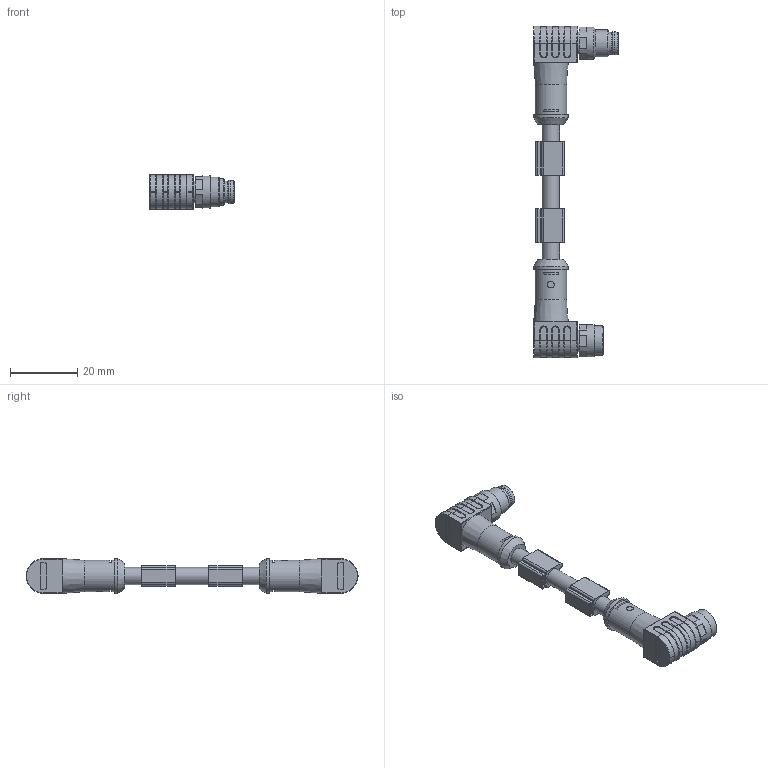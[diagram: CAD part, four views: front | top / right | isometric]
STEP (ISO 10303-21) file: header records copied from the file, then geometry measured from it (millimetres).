
FILE_DESCRIPTION(/* description */ (''),/* implementation_level */ '2;1');
FILE_NAME(/* name */ 'AL-SWKPS4_5_AL-SWSPS4_5.stp',/* time_stamp */ '2015-11-06T13:28:36+01:00',/* author */ (''),/* organization */ (''),/* preprocessor_version */ 'ST-DEVELOPER v14',/* originating_system */ 'SIEMENS PLM Software NX 8.0',/* authorisation */ '');
FILE_SCHEMA (('AP203_CONFIGURATION_CONTROLLED_3D_DESIGN_OF_MECHANICAL_PARTS_AND_ASSEMBLIES_MIM_LF { 1 0 10303 403 2 1 2}'));
Length unit declared in the file: millimetre
Products named in the file (1): 5000833__Umspritzung_part_263876_20176ID
Bounding box: 25.2 x 98.6 x 10.3 mm (x, y, z)
Volume: 7316.7 mm3; surface area: 4822.3 mm2
Topology: 1 solids, 1 shells, 525 faces, 1284 edges, 763 vertices
Faces by surface type: cylinder 215, plane 164, torus 96, cone 24, bspline 13, sphere 13
Full cylindrical faces by diameter (mm): 1 x5, 1.1 x5, 2 x2, 5.1 x3, 6.5 x3, 6.9 x1, 7.2 x1, 8 x1, 8.8 x1, 9.3 x2, 9.6 x2, 10.3 x2
Entity records: 15195 total; most frequent: CARTESIAN_POINT 3017, DIRECTION 2768, ORIENTED_EDGE 2354, EDGE_CURVE 1177, AXIS2_PLACEMENT_3D 1138, VERTEX_POINT 729, CIRCLE 625, EDGE_LOOP 604
